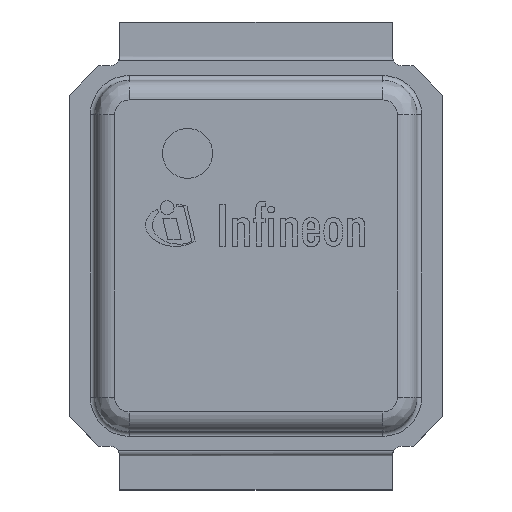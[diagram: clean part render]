
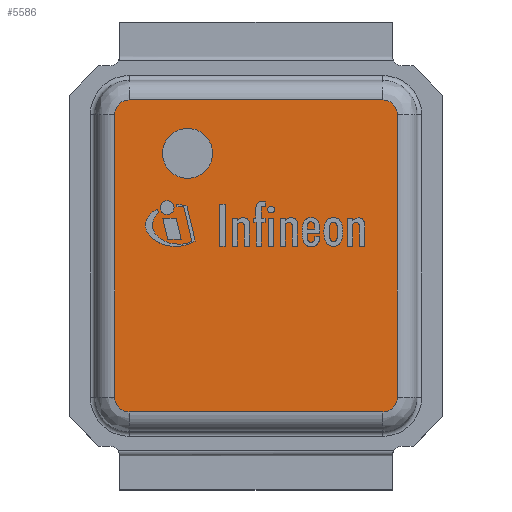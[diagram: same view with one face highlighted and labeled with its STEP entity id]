
A CAD part, top view. The second image highlights one B-rep face of the part: STEP entity #5586.
In plain terms, the highlighted planar face has unit normal (0, 0, 1).
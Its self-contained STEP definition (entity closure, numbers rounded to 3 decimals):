
#42=FACE_BOUND($,#2020,.T.);
#43=FACE_BOUND($,#2021,.T.);
#68=PLANE($,#6009);
#278=LINE($,#9525,#713);
#280=LINE($,#9545,#715);
#282=LINE($,#9563,#717);
#283=LINE($,#9577,#718);
#713=VECTOR($,#6890,2.9);
#715=VECTOR($,#6902,2.6);
#717=VECTOR($,#6914,2.9);
#718=VECTOR($,#6921,2.6);
#1097=CIRCLE($,#5947,0.256);
#1122=CIRCLE($,#5990,0.15);
#1125=CIRCLE($,#5994,0.15);
#1129=CIRCLE($,#5999,0.15);
#1133=CIRCLE($,#6004,0.15);
#2020=EDGE_LOOP($,(#4198));
#2021=EDGE_LOOP($,(#4199,#4200,#4201,#4202,#4203,#4204,#4205,#4206));
#2448=VERTEX_POINT($,#9318);
#2497=VERTEX_POINT($,#9516);
#2498=VERTEX_POINT($,#9518);
#2500=VERTEX_POINT($,#9523);
#2502=VERTEX_POINT($,#9537);
#2504=VERTEX_POINT($,#9543);
#2505=VERTEX_POINT($,#9556);
#2506=VERTEX_POINT($,#9561);
#2507=VERTEX_POINT($,#9573);
#3059=EDGE_CURVE($,#2448,#2448,#1097,.T.);
#3129=EDGE_CURVE($,#2498,#2497,#1122,.T.);
#3131=EDGE_CURVE($,#2500,#2498,#278,.T.);
#3134=EDGE_CURVE($,#2502,#2500,#1125,.T.);
#3137=EDGE_CURVE($,#2504,#2502,#280,.T.);
#3140=EDGE_CURVE($,#2505,#2504,#1129,.T.);
#3143=EDGE_CURVE($,#2506,#2505,#282,.T.);
#3145=EDGE_CURVE($,#2507,#2506,#1133,.T.);
#3146=EDGE_CURVE($,#2497,#2507,#283,.T.);
#4198=ORIENTED_EDGE($,*,*,#3059,.F.);
#4199=ORIENTED_EDGE($,*,*,#3129,.F.);
#4200=ORIENTED_EDGE($,*,*,#3131,.F.);
#4201=ORIENTED_EDGE($,*,*,#3134,.F.);
#4202=ORIENTED_EDGE($,*,*,#3137,.F.);
#4203=ORIENTED_EDGE($,*,*,#3140,.F.);
#4204=ORIENTED_EDGE($,*,*,#3143,.F.);
#4205=ORIENTED_EDGE($,*,*,#3145,.F.);
#4206=ORIENTED_EDGE($,*,*,#3146,.F.);
#5586=ADVANCED_FACE($,(#42,#43),#68,.T.);
#5947=AXIS2_PLACEMENT_3D($,#9319,#6759,#6760);
#5990=AXIS2_PLACEMENT_3D($,#9520,#6884,#6885);
#5994=AXIS2_PLACEMENT_3D($,#9539,#6894,#6895);
#5999=AXIS2_PLACEMENT_3D($,#9558,#6906,#6907);
#6004=AXIS2_PLACEMENT_3D($,#9575,#6917,#6918);
#6009=AXIS2_PLACEMENT_3D($,#9584,#6931,#6932);
#6759=DIRECTION('center_axis',(0.,0.,1.));
#6760=DIRECTION('ref_axis',(-1.,0.,0.));
#6884=DIRECTION('center_axis',(0.,0.,-1.));
#6885=DIRECTION('ref_axis',(0.707,-0.707,0.));
#6890=DIRECTION($,(0.,-1.,0.));
#6894=DIRECTION('center_axis',(0.,0.,-1.));
#6895=DIRECTION('ref_axis',(0.707,0.707,0.));
#6902=DIRECTION($,(1.,0.,0.));
#6906=DIRECTION('center_axis',(0.,0.,-1.));
#6907=DIRECTION('ref_axis',(-0.707,0.707,0.));
#6914=DIRECTION($,(0.,1.,0.));
#6917=DIRECTION('center_axis',(0.,0.,-1.));
#6918=DIRECTION('ref_axis',(-0.707,-0.707,0.));
#6921=DIRECTION($,(-1.,0.,0.));
#6931=DIRECTION('center_axis',(0.,0.,1.));
#6932=DIRECTION('ref_axis',(0.,-1.,0.));
#9318=CARTESIAN_POINT('',(-0.446,1.052,0.645));
#9319=CARTESIAN_POINT('Origin',(-0.702,1.052,0.645));
#9516=CARTESIAN_POINT('',(1.3,-1.6,0.645));
#9518=CARTESIAN_POINT('',(1.45,-1.45,0.645));
#9520=CARTESIAN_POINT('Origin',(1.3,-1.45,0.645));
#9523=CARTESIAN_POINT('',(1.45,1.45,0.645));
#9525=CARTESIAN_POINT($,(1.45,1.75,0.645));
#9537=CARTESIAN_POINT('',(1.3,1.6,0.645));
#9539=CARTESIAN_POINT('Origin',(1.3,1.45,0.645));
#9543=CARTESIAN_POINT('',(-1.3,1.6,0.645));
#9545=CARTESIAN_POINT($,(-0.65,1.6,0.645));
#9556=CARTESIAN_POINT('',(-1.45,1.45,0.645));
#9558=CARTESIAN_POINT('Origin',(-1.3,1.45,0.645));
#9561=CARTESIAN_POINT('',(-1.45,-1.45,0.645));
#9563=CARTESIAN_POINT($,(-1.45,0.3,0.645));
#9573=CARTESIAN_POINT('',(-1.3,-1.6,0.645));
#9575=CARTESIAN_POINT('Origin',(-1.3,-1.45,0.645));
#9577=CARTESIAN_POINT($,(0.65,-1.6,0.645));
#9584=CARTESIAN_POINT('Origin',(0.,2.05,0.645));
